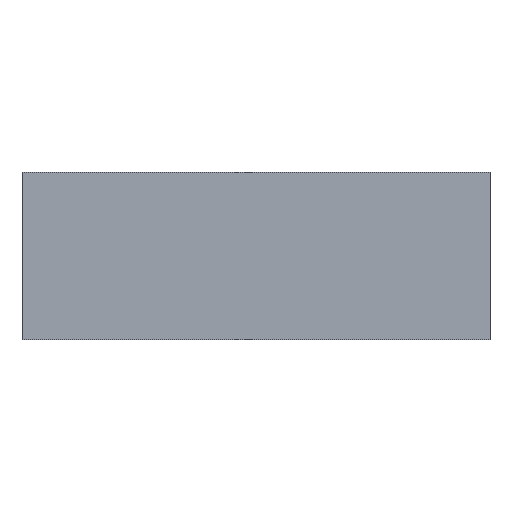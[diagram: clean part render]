
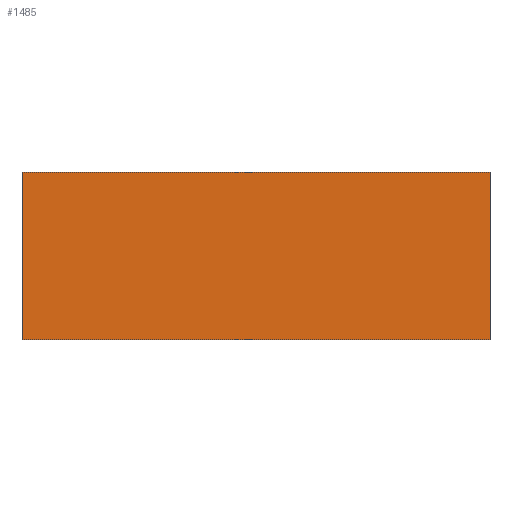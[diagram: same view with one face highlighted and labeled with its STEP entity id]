
A CAD part, top view. The second image highlights one B-rep face of the part: STEP entity #1485.
In plain terms, the highlighted planar face has unit normal (0, 0, 1).
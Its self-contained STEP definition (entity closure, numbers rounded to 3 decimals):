
#97=FACE_OUTER_BOUND('',#178,.T.);
#178=EDGE_LOOP('',(#1313,#1314,#1315,#1316));
#375=LINE('',#2330,#579);
#378=LINE('',#2336,#582);
#381=LINE('',#2342,#585);
#384=LINE('',#2346,#588);
#579=VECTOR('',#1913,10.);
#582=VECTOR('',#1918,10.);
#585=VECTOR('',#1923,10.);
#588=VECTOR('',#1928,10.);
#719=VERTEX_POINT('',#2327);
#720=VERTEX_POINT('',#2329);
#722=VERTEX_POINT('',#2335);
#724=VERTEX_POINT('',#2341);
#919=EDGE_CURVE('',#720,#719,#375,.T.);
#922=EDGE_CURVE('',#722,#720,#378,.T.);
#925=EDGE_CURVE('',#724,#722,#381,.T.);
#928=EDGE_CURVE('',#719,#724,#384,.T.);
#1313=ORIENTED_EDGE('',*,*,#928,.T.);
#1314=ORIENTED_EDGE('',*,*,#925,.T.);
#1315=ORIENTED_EDGE('',*,*,#922,.T.);
#1316=ORIENTED_EDGE('',*,*,#919,.T.);
#1410=PLANE('',#1575);
#1485=ADVANCED_FACE('',(#97),#1410,.T.);
#1575=AXIS2_PLACEMENT_3D('',#2347,#1929,#1930);
#1913=DIRECTION('',(0.,1.,0.));
#1918=DIRECTION('',(1.,0.,0.));
#1923=DIRECTION('',(0.,-1.,0.));
#1928=DIRECTION('',(-1.,0.,0.));
#1929=DIRECTION('center_axis',(0.,0.,1.));
#1930=DIRECTION('ref_axis',(1.,0.,0.));
#2327=CARTESIAN_POINT('',(54.2,9.4,10.4));
#2329=CARTESIAN_POINT('',(54.2,-28.2,10.4));
#2330=CARTESIAN_POINT('',(54.2,-28.2,10.4));
#2335=CARTESIAN_POINT('',(-50.8,-28.2,10.4));
#2336=CARTESIAN_POINT('',(-50.8,-28.2,10.4));
#2341=CARTESIAN_POINT('',(-50.8,9.4,10.4));
#2342=CARTESIAN_POINT('',(-50.8,9.4,10.4));
#2346=CARTESIAN_POINT('',(54.2,9.4,10.4));
#2347=CARTESIAN_POINT('Origin',(1.7,-9.4,10.4));
